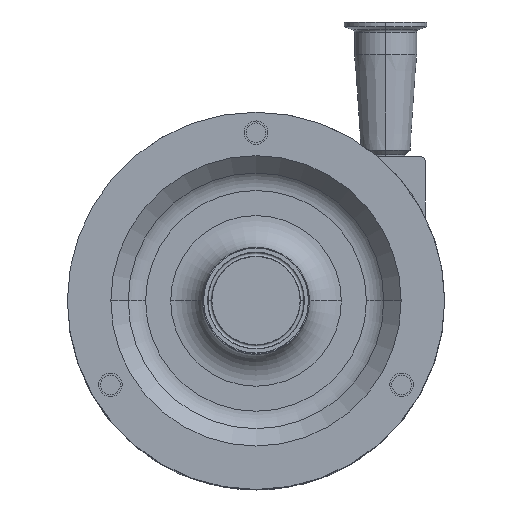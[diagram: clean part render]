
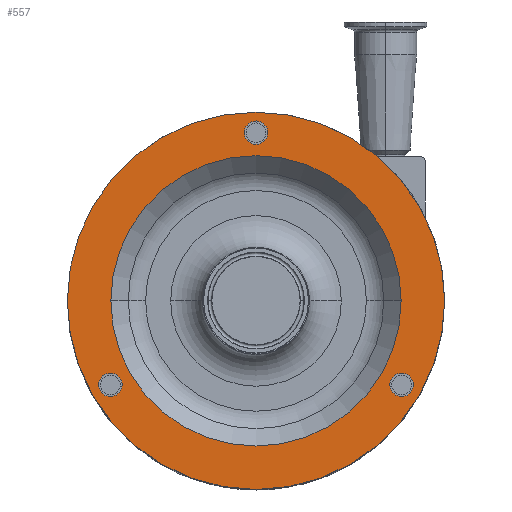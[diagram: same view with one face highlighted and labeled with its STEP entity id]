
A CAD part, top view. The second image highlights one B-rep face of the part: STEP entity #557.
In plain terms, the highlighted planar face has unit normal (0, 0, 1).
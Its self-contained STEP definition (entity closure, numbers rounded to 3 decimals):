
#64 = CIRCLE ( 'NONE', #6163, 7.144 ) ;
#160 = DIRECTION ( 'NONE',  ( 0., 0., 1. ) ) ;
#299 = CARTESIAN_POINT ( 'NONE',  ( -88.768, -51.25, 206.5 ) ) ;
#349 = AXIS2_PLACEMENT_3D ( 'NONE', #9934, #5804, #3199 ) ;
#389 = CARTESIAN_POINT ( 'NONE',  ( 0., 0., 206.5 ) ) ;
#557 = ADVANCED_FACE ( 'NONE', ( #16152, #2756, #13283, #13446, #1443 ), #17282, .F. ) ;
#601 = AXIS2_PLACEMENT_3D ( 'NONE', #13174, #10612, #5337 ) ;
#888 = AXIS2_PLACEMENT_3D ( 'NONE', #9009, #3756, #7793 ) ;
#961 = EDGE_CURVE ( 'NONE', #4128, #10991, #7096, .T. ) ;
#1100 = ORIENTED_EDGE ( 'NONE', *, *, #7569, .F. ) ;
#1170 = CIRCLE ( 'NONE', #9552, 7.144 ) ;
#1190 = CARTESIAN_POINT ( 'NONE',  ( 0., 32., 206.5 ) ) ;
#1443 = FACE_BOUND ( 'NONE', #13099, .T. ) ;
#1448 = CARTESIAN_POINT ( 'NONE',  ( 81.624, -51.25, 206.5 ) ) ;
#1639 = CARTESIAN_POINT ( 'NONE',  ( 7.144, 102.5, 206.5 ) ) ;
#2537 = DIRECTION ( 'NONE',  ( 0., 0., 1. ) ) ;
#2756 = FACE_BOUND ( 'NONE', #4977, .T. ) ;
#2771 = EDGE_CURVE ( 'NONE', #10991, #4128, #14297, .T. ) ;
#2838 = EDGE_CURVE ( 'NONE', #12630, #5451, #6511, .T. ) ;
#2850 = CARTESIAN_POINT ( 'NONE',  ( 0., 102.5, 206.5 ) ) ;
#3199 = DIRECTION ( 'NONE',  ( 1., 0., 0. ) ) ;
#3437 = AXIS2_PLACEMENT_3D ( 'NONE', #4984, #4903, #11850 ) ;
#3756 = DIRECTION ( 'NONE',  ( 0., 0., 1. ) ) ;
#4128 = VERTEX_POINT ( 'NONE', #5767 ) ;
#4205 = CIRCLE ( 'NONE', #15138, 115. ) ;
#4366 = DIRECTION ( 'NONE',  ( 0., 0., 1. ) ) ;
#4739 = CARTESIAN_POINT ( 'NONE',  ( 115., 0., 206.5 ) ) ;
#4773 = CARTESIAN_POINT ( 'NONE',  ( -115., 0., 206.5 ) ) ;
#4903 = DIRECTION ( 'NONE',  ( 0., 0., 1. ) ) ;
#4977 = EDGE_LOOP ( 'NONE', ( #5264, #14756 ) ) ;
#4984 = CARTESIAN_POINT ( 'NONE',  ( 0., 0., 206.5 ) ) ;
#5073 = AXIS2_PLACEMENT_3D ( 'NONE', #15320, #11380, #15593 ) ;
#5262 = DIRECTION ( 'NONE',  ( 0., -1., 0. ) ) ;
#5264 = ORIENTED_EDGE ( 'NONE', *, *, #12201, .F. ) ;
#5270 = ORIENTED_EDGE ( 'NONE', *, *, #16796, .T. ) ;
#5329 = CIRCLE ( 'NONE', #888, 115. ) ;
#5337 = DIRECTION ( 'NONE',  ( 1., 0., 0. ) ) ;
#5451 = VERTEX_POINT ( 'NONE', #13883 ) ;
#5479 = DIRECTION ( 'NONE',  ( 0., 0., 1. ) ) ;
#5679 = ORIENTED_EDGE ( 'NONE', *, *, #7409, .T. ) ;
#5767 = CARTESIAN_POINT ( 'NONE',  ( 88.5, 0., 206.5 ) ) ;
#5804 = DIRECTION ( 'NONE',  ( 0., 0., 1. ) ) ;
#6163 = AXIS2_PLACEMENT_3D ( 'NONE', #17072, #2537, #10687 ) ;
#6255 = ORIENTED_EDGE ( 'NONE', *, *, #11658, .F. ) ;
#6451 = CARTESIAN_POINT ( 'NONE',  ( 0., 0., 206.5 ) ) ;
#6511 = CIRCLE ( 'NONE', #5073, 7.144 ) ;
#6927 = DIRECTION ( 'NONE',  ( 0., 0., 1. ) ) ;
#7096 = CIRCLE ( 'NONE', #11573, 88.5 ) ;
#7409 = EDGE_CURVE ( 'NONE', #15385, #13209, #4205, .T. ) ;
#7430 = CARTESIAN_POINT ( 'NONE',  ( -95.911, -51.25, 206.5 ) ) ;
#7513 = EDGE_LOOP ( 'NONE', ( #10996, #1100 ) ) ;
#7569 = EDGE_CURVE ( 'NONE', #13009, #8588, #64, .T. ) ;
#7793 = DIRECTION ( 'NONE',  ( 1., 0., 0. ) ) ;
#7852 = ORIENTED_EDGE ( 'NONE', *, *, #2838, .F. ) ;
#8588 = VERTEX_POINT ( 'NONE', #9646 ) ;
#8613 = EDGE_CURVE ( 'NONE', #8588, #13009, #16566, .T. ) ;
#9009 = CARTESIAN_POINT ( 'NONE',  ( 0., 0., 206.5 ) ) ;
#9298 = EDGE_LOOP ( 'NONE', ( #5679, #5270 ) ) ;
#9552 = AXIS2_PLACEMENT_3D ( 'NONE', #2850, #160, #13546 ) ;
#9646 = CARTESIAN_POINT ( 'NONE',  ( -81.624, -51.25, 206.5 ) ) ;
#9738 = CARTESIAN_POINT ( 'NONE',  ( 95.911, -51.25, 206.5 ) ) ;
#9934 = CARTESIAN_POINT ( 'NONE',  ( 88.768, -51.25, 206.5 ) ) ;
#10612 = DIRECTION ( 'NONE',  ( 0., 0., 1. ) ) ;
#10687 = DIRECTION ( 'NONE',  ( 1., 0., 0. ) ) ;
#10991 = VERTEX_POINT ( 'NONE', #13601 ) ;
#10996 = ORIENTED_EDGE ( 'NONE', *, *, #8613, .F. ) ;
#11217 = DIRECTION ( 'NONE',  ( 1., 0., 0. ) ) ;
#11380 = DIRECTION ( 'NONE',  ( 0., 0., 1. ) ) ;
#11573 = AXIS2_PLACEMENT_3D ( 'NONE', #6451, #5479, #16021 ) ;
#11658 = EDGE_CURVE ( 'NONE', #5451, #12630, #1170, .T. ) ;
#11748 = VERTEX_POINT ( 'NONE', #9738 ) ;
#11804 = AXIS2_PLACEMENT_3D ( 'NONE', #299, #6927, #12382 ) ;
#11850 = DIRECTION ( 'NONE',  ( 1., 0., 0. ) ) ;
#11876 = DIRECTION ( 'NONE',  ( 0., 0., -1. ) ) ;
#12201 = EDGE_CURVE ( 'NONE', #11748, #13975, #13482, .T. ) ;
#12382 = DIRECTION ( 'NONE',  ( 1., 0., 0. ) ) ;
#12630 = VERTEX_POINT ( 'NONE', #1639 ) ;
#12979 = AXIS2_PLACEMENT_3D ( 'NONE', #1190, #11876, #5262 ) ;
#13009 = VERTEX_POINT ( 'NONE', #7430 ) ;
#13099 = EDGE_LOOP ( 'NONE', ( #16240, #14178 ) ) ;
#13174 = CARTESIAN_POINT ( 'NONE',  ( 88.768, -51.25, 206.5 ) ) ;
#13209 = VERTEX_POINT ( 'NONE', #4773 ) ;
#13283 = FACE_BOUND ( 'NONE', #7513, .T. ) ;
#13446 = FACE_BOUND ( 'NONE', #15568, .T. ) ;
#13482 = CIRCLE ( 'NONE', #601, 7.144 ) ;
#13546 = DIRECTION ( 'NONE',  ( 1., 0., 0. ) ) ;
#13601 = CARTESIAN_POINT ( 'NONE',  ( -88.5, 0., 206.5 ) ) ;
#13707 = EDGE_CURVE ( 'NONE', #13975, #11748, #14301, .T. ) ;
#13883 = CARTESIAN_POINT ( 'NONE',  ( -7.144, 102.5, 206.5 ) ) ;
#13975 = VERTEX_POINT ( 'NONE', #1448 ) ;
#14178 = ORIENTED_EDGE ( 'NONE', *, *, #2771, .F. ) ;
#14297 = CIRCLE ( 'NONE', #3437, 88.5 ) ;
#14301 = CIRCLE ( 'NONE', #349, 7.144 ) ;
#14756 = ORIENTED_EDGE ( 'NONE', *, *, #13707, .F. ) ;
#15138 = AXIS2_PLACEMENT_3D ( 'NONE', #389, #4366, #11217 ) ;
#15320 = CARTESIAN_POINT ( 'NONE',  ( 0., 102.5, 206.5 ) ) ;
#15385 = VERTEX_POINT ( 'NONE', #4739 ) ;
#15568 = EDGE_LOOP ( 'NONE', ( #7852, #6255 ) ) ;
#15593 = DIRECTION ( 'NONE',  ( 1., 0., 0. ) ) ;
#16021 = DIRECTION ( 'NONE',  ( 1., 0., 0. ) ) ;
#16152 = FACE_OUTER_BOUND ( 'NONE', #9298, .T. ) ;
#16240 = ORIENTED_EDGE ( 'NONE', *, *, #961, .F. ) ;
#16566 = CIRCLE ( 'NONE', #11804, 7.144 ) ;
#16796 = EDGE_CURVE ( 'NONE', #13209, #15385, #5329, .T. ) ;
#17072 = CARTESIAN_POINT ( 'NONE',  ( -88.768, -51.25, 206.5 ) ) ;
#17282 = PLANE ( 'NONE',  #12979 ) ;
